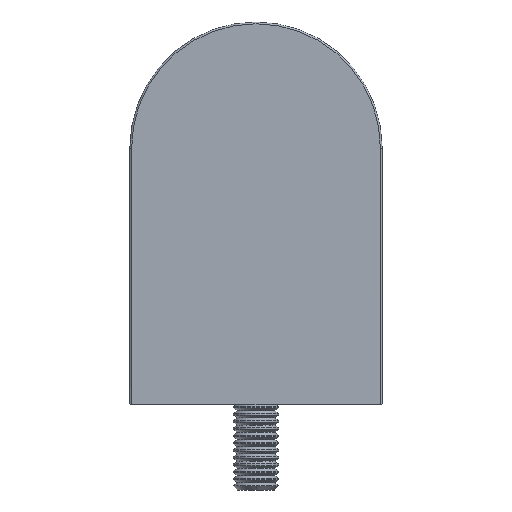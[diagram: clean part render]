
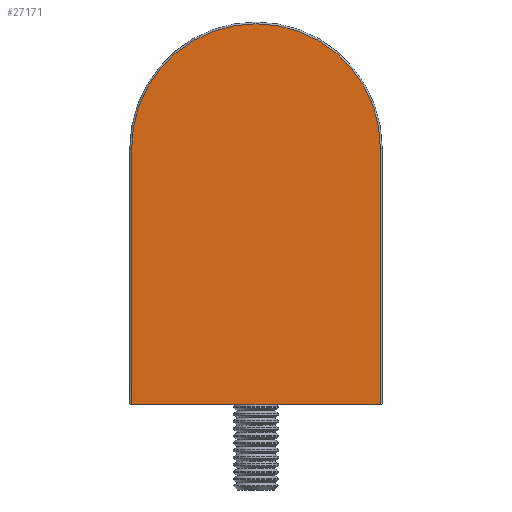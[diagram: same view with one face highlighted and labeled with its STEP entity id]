
A CAD part, left-side view. The second image highlights one B-rep face of the part: STEP entity #27171.
In plain terms, the highlighted planar face has unit normal (-1, 0, 0).
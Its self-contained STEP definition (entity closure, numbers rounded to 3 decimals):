
#540 = CARTESIAN_POINT ( 'NONE',  ( 0., 0., 26. ) ) ;
#1070 = DIRECTION ( 'NONE',  ( 0., 0., -1. ) ) ;
#3882 = CARTESIAN_POINT ( 'NONE',  ( 0., 13.8, -2.42 ) ) ;
#5803 = PLANE ( 'NONE',  #49764 ) ;
#7057 = CARTESIAN_POINT ( 'NONE',  ( 0., -13.8, 26. ) ) ;
#8848 = DIRECTION ( 'NONE',  ( 0., -1., 0. ) ) ;
#15543 = LINE ( 'NONE', #7057, #40851 ) ;
#18324 = VERTEX_POINT ( 'NONE', #43872 ) ;
#19316 = EDGE_CURVE ( 'NONE', #40207, #18324, #15543, .T. ) ;
#21567 = DIRECTION ( 'NONE',  ( 0., 0., -1. ) ) ;
#22877 = FACE_OUTER_BOUND ( 'NONE', #48523, .T. ) ;
#23243 = ORIENTED_EDGE ( 'NONE', *, *, #24845, .T. ) ;
#24845 = EDGE_CURVE ( 'NONE', #30374, #40207, #31954, .T. ) ;
#26656 = LINE ( 'NONE', #48735, #46005 ) ;
#27171 = ADVANCED_FACE ( 'NONE', ( #22877 ), #5803, .F. ) ;
#27970 = CARTESIAN_POINT ( 'NONE',  ( 0., 13.8, 26. ) ) ;
#30374 = VERTEX_POINT ( 'NONE', #3882 ) ;
#30884 = DIRECTION ( 'NONE',  ( 0., 0., 1. ) ) ;
#31065 = EDGE_CURVE ( 'NONE', #18324, #48897, #36781, .T. ) ;
#31689 = CARTESIAN_POINT ( 'NONE',  ( 0., -14., -2.42 ) ) ;
#31954 = LINE ( 'NONE', #31689, #48994 ) ;
#33709 = DIRECTION ( 'NONE',  ( -1., 0., 0. ) ) ;
#33982 = ORIENTED_EDGE ( 'NONE', *, *, #41182, .T. ) ;
#36781 = CIRCLE ( 'NONE', #38382, 13.8 ) ;
#38137 = CARTESIAN_POINT ( 'NONE',  ( 0., -13.8, -2.42 ) ) ;
#38382 = AXIS2_PLACEMENT_3D ( 'NONE', #540, #33709, #38466 ) ;
#38466 = DIRECTION ( 'NONE',  ( 0., 0., -1. ) ) ;
#40207 = VERTEX_POINT ( 'NONE', #38137 ) ;
#40851 = VECTOR ( 'NONE', #30884, 1000. ) ;
#41182 = EDGE_CURVE ( 'NONE', #48897, #30374, #26656, .T. ) ;
#42915 = ORIENTED_EDGE ( 'NONE', *, *, #19316, .T. ) ;
#43872 = CARTESIAN_POINT ( 'NONE',  ( 0., -13.8, 26. ) ) ;
#46005 = VECTOR ( 'NONE', #1070, 1000. ) ;
#48523 = EDGE_LOOP ( 'NONE', ( #33982, #23243, #42915, #54014 ) ) ;
#48689 = CARTESIAN_POINT ( 'NONE',  ( 0., 0., 26. ) ) ;
#48735 = CARTESIAN_POINT ( 'NONE',  ( 0., 13.8, 26. ) ) ;
#48897 = VERTEX_POINT ( 'NONE', #27970 ) ;
#48994 = VECTOR ( 'NONE', #8848, 1000. ) ;
#49764 = AXIS2_PLACEMENT_3D ( 'NONE', #48689, #50020, #21567 ) ;
#50020 = DIRECTION ( 'NONE',  ( 1., 0., 0. ) ) ;
#54014 = ORIENTED_EDGE ( 'NONE', *, *, #31065, .T. ) ;
